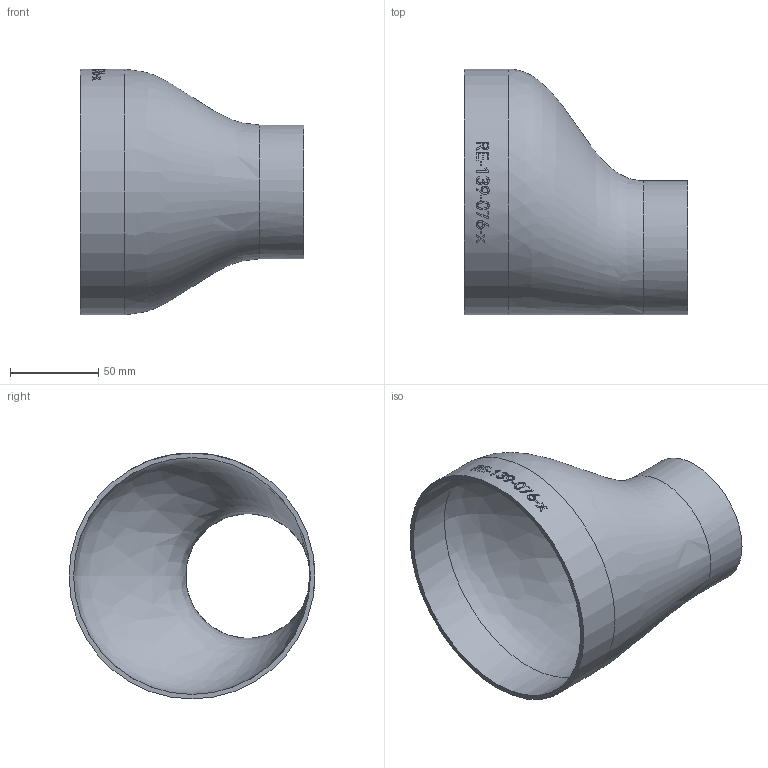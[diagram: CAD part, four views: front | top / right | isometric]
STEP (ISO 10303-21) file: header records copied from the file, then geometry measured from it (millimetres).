
FILE_DESCRIPTION (( 'STEP AP214' ), '1' );
FILE_NAME ('RE-139-076-x Reduzierung Exzenter 139,7x76,1x2,6x2,3 BL127 2101.STEP', '2021-01-02T12:48:09', ( '' ), ( '' ), 'SwSTEP 2.0', 'SolidWorks 2019', '' );
FILE_SCHEMA (( 'AUTOMOTIVE_DESIGN' ));
Length unit declared in the file: millimetre
Products named in the file (1): RE-139-076-x Reduzierung Exzenter 139,7x76,1x2,6x2,3 BL127 2101
Bounding box: 127 x 139.7 x 139.7 mm (x, y, z)
Volume: 118931.3 mm3; surface area: 92573.2 mm2
Topology: 1 solids, 1 shells, 139 faces, 366 edges, 244 vertices
Faces by surface type: bspline 66, plane 53, cylinder 19, cone 1
Full cylindrical faces by diameter (mm): 76.1 x1, 134.5 x1, 139.7 x1
Entity records: 23186 total; most frequent: CARTESIAN_POINT 18924, ORIENTED_EDGE 706, DIRECTION 356, EDGE_CURVE 353, VERTEX_POINT 238, B_SPLINE_CURVE_WITH_KNOTS 210, EDGE_LOOP 163, FACE_OUTER_BOUND 144
